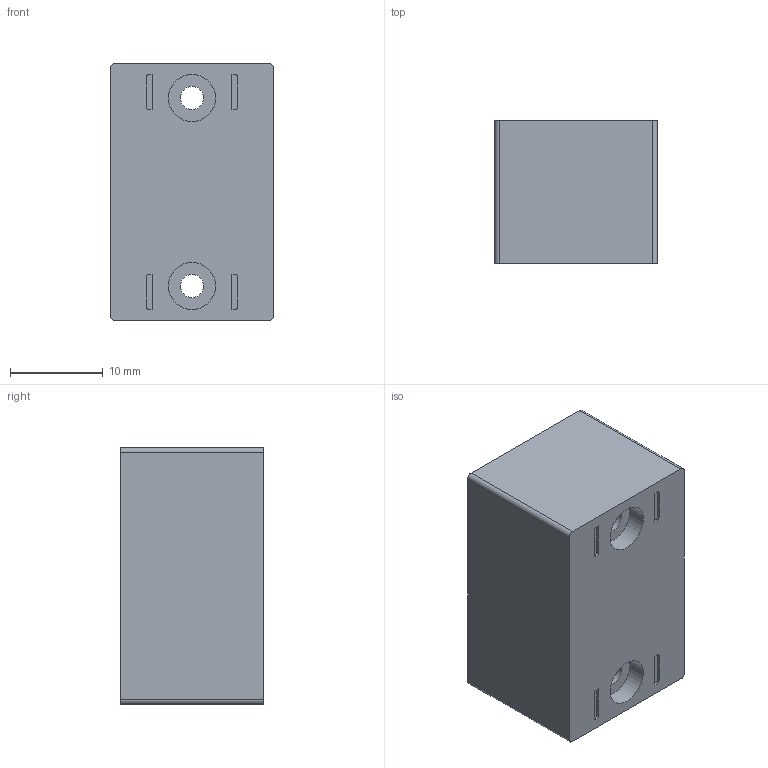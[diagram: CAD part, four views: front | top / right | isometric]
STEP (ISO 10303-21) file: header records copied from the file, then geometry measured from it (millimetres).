
FILE_DESCRIPTION(/* description */ ('S Low Series body-Low Capacity Standard Size Toggles -body'),/* implementation_level */ '2;1');
FILE_NAME(/* name */ 'S114-body.ipt.step',/* time_stamp */ '2014-01-07T11:15:28-08:00',/* author */ ('Cadenas PARTsolutions'),/* organization */ ('NKKSWITCHES'),/* preprocessor_version */ 'ST-DEVELOPER v15.2',/* originating_system */ 'Autodesk Inventor 2014',/* authorisation */ '');
FILE_SCHEMA (('AUTOMOTIVE_DESIGN { 1 0 10303 214 3 1 1 }'));
Length unit declared in the file: inch
Products named in the file (1): S114-body
Bounding box: 17.6 x 15.49 x 27.79 mm (x, y, z)
Volume: 7358.1 mm3; surface area: 2636.3 mm2
Topology: 1 solids, 1 shells, 44 faces, 110 edges, 74 vertices
Faces by surface type: plane 28, cylinder 16
Full cylindrical faces by diameter (mm): 2.5 x2, 5.08 x2
Entity records: 1315 total; most frequent: DIRECTION 226, CARTESIAN_POINT 221, ORIENTED_EDGE 208, EDGE_CURVE 104, AXIS2_PLACEMENT_3D 77, LINE 72, VECTOR 72, VERTEX_POINT 72
